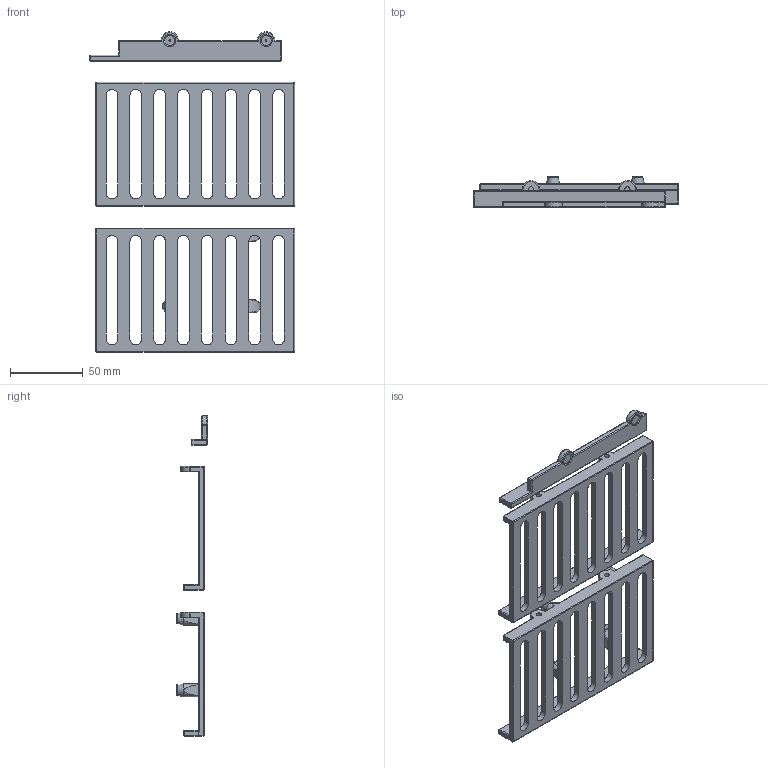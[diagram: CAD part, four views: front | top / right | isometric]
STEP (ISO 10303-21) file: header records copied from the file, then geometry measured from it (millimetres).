
FILE_DESCRIPTION(/* description */ (''),/* implementation_level */ '2;1');
FILE_NAME(/* name */ 'side_covers.step',/* time_stamp */ '2018-02-13T20:05:26+01:00',/* author */ (''),/* organization */ (''),/* preprocessor_version */ 'ST-DEVELOPER v16.13',/* originating_system */ 'Autodesk Translation Framework v6.5.0.72',/* authorisation */ '');
FILE_SCHEMA (('AUTOMOTIVE_DESIGN { 1 0 10303 214 3 1 1 }'));
Length unit declared in the file: millimetre
Products named in the file (4): (Unsaved); SideCover; SideCoverPi; DrillingTemplate
Assembly tree (3 placements, depth 2):
  (Unsaved)
    SideCover
    SideCoverPi
    DrillingTemplate
Bounding box: 140.54 x 21.48 x 219.48 mm (x, y, z)
Volume: 86969.8 mm3; surface area: 59772.8 mm2
Topology: 4 solids, 4 shells, 351 faces, 852 edges, 510 vertices
Faces by surface type: cylinder 155, plane 108, sphere 35, torus 32, bspline 15, cone 6
Full cylindrical faces by diameter (mm): 1 x2, 3.5 x4, 3.8 x4
Entity records: 11727 total; most frequent: CARTESIAN_POINT 3304, DIRECTION 1815, ORIENTED_EDGE 1690, EDGE_CURVE 845, AXIS2_PLACEMENT_3D 709, VERTEX_POINT 510, EDGE_LOOP 403, LINE 397
